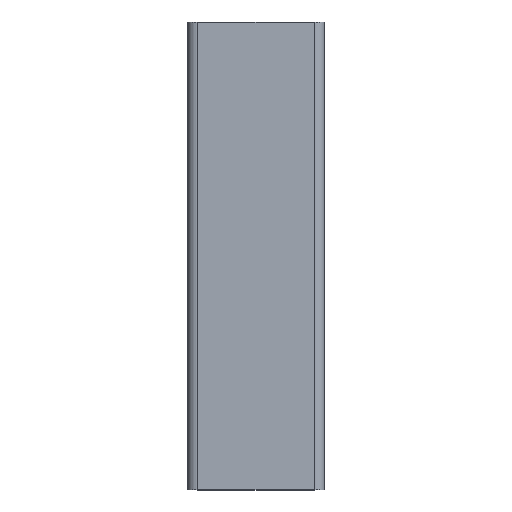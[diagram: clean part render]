
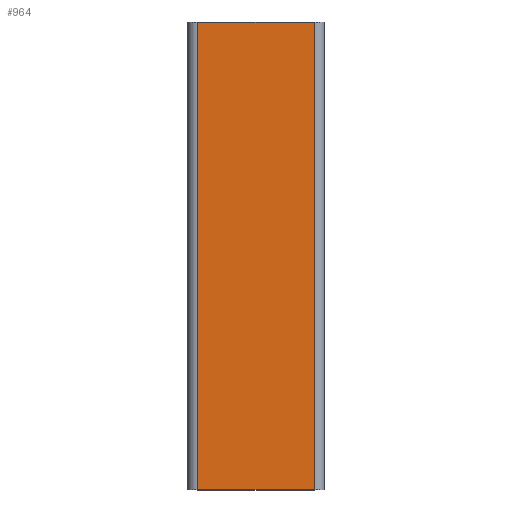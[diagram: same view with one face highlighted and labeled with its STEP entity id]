
A CAD part, top view. The second image highlights one B-rep face of the part: STEP entity #964.
In plain terms, the highlighted planar face has unit normal (0, 0, 1).
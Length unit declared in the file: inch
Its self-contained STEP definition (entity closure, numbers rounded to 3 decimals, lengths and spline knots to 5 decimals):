
#894=CARTESIAN_POINT('',(14.75464,7.124,0.25));
#895=VERTEX_POINT('',#894);
#903=CARTESIAN_POINT('',(14.75464,13.124,0.25));
#904=VERTEX_POINT('',#903);
#905=CARTESIAN_POINT('',(14.75464,10.124,0.25));
#906=DIRECTION('',(0.,1.,0.));
#907=VECTOR('',#906,1.);
#908=LINE('',#905,#907);
#909=EDGE_CURVE('',#895,#904,#908,.T.);
#934=CARTESIAN_POINT('',(16.25464,7.124,0.25));
#935=VERTEX_POINT('',#934);
#936=CARTESIAN_POINT('',(16.25464,7.124,0.25));
#937=DIRECTION('',(1.,0.,0.));
#938=VECTOR('',#937,1.);
#939=LINE('',#936,#938);
#940=EDGE_CURVE('',#895,#935,#939,.T.);
#941=ORIENTED_EDGE('',*,*,#940,.T.);
#942=CARTESIAN_POINT('',(16.25464,13.124,0.25));
#943=VERTEX_POINT('',#942);
#944=CARTESIAN_POINT('',(16.25464,10.124,0.25));
#945=DIRECTION('',(0.,-1.,0.));
#946=VECTOR('',#945,1.);
#947=LINE('',#944,#946);
#948=EDGE_CURVE('',#943,#935,#947,.T.);
#949=ORIENTED_EDGE('',*,*,#948,.F.);
#950=CARTESIAN_POINT('',(16.25464,13.124,0.25));
#951=DIRECTION('',(-1.,0.,0.));
#952=VECTOR('',#951,1.);
#953=LINE('',#950,#952);
#954=EDGE_CURVE('',#943,#904,#953,.T.);
#955=ORIENTED_EDGE('',*,*,#954,.T.);
#956=ORIENTED_EDGE('',*,*,#909,.F.);
#957=EDGE_LOOP('',(#941,#949,#955,#956));
#958=FACE_OUTER_BOUND('',#957,.T.);
#959=CARTESIAN_POINT('',(15.50464,10.124,0.25));
#960=DIRECTION('',(0.,0.,1.));
#961=DIRECTION('',(-1.,0.,0.));
#962=AXIS2_PLACEMENT_3D('',#959,#960,#961);
#963=PLANE('',#962);
#964=ADVANCED_FACE('',(#958),#963,.T.);
